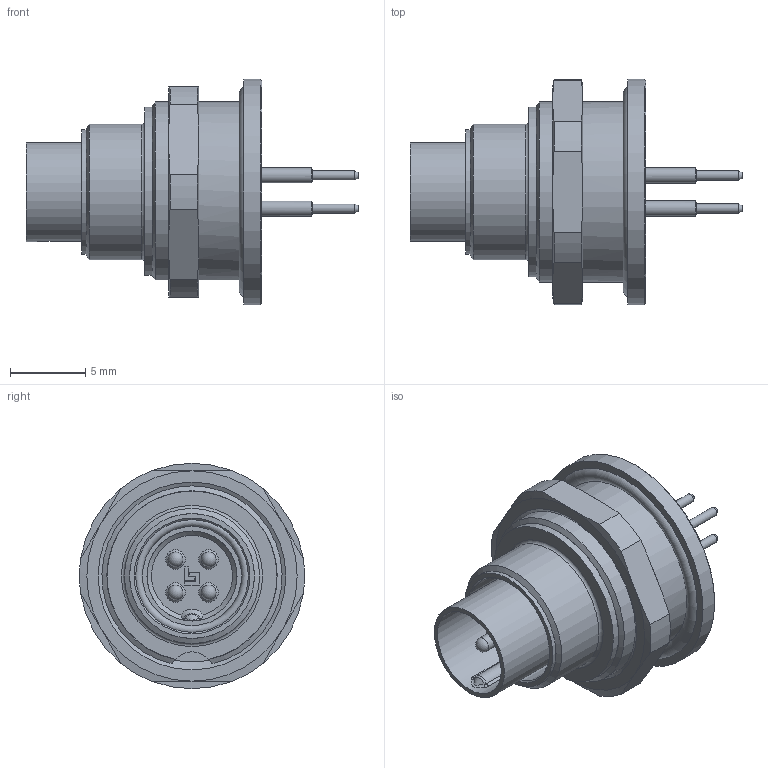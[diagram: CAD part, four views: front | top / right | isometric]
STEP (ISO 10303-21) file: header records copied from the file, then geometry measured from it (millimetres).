
FILE_DESCRIPTION(/* description */ (''),/* implementation_level */ '2;1');
FILE_NAME(/* name */ '09-0411-90-04_bg.stp',/* time_stamp */ '2010-09-03T10:52:48+02:00',/* author */ (''),/* organization */ (''),/* preprocessor_version */ 'ST-DEVELOPER v11',/* originating_system */ 'UGS - NX 5.0',/* authorisation */ '');
FILE_SCHEMA (('CONFIG_CONTROL_DESIGN'));
Length unit declared in the file: millimetre
Products named in the file (1): kbor99295say
Bounding box: 22.1 x 15 x 15 mm (x, y, z)
Volume: 1007.2 mm3; surface area: 1622.9 mm2
Topology: 1 solids, 1 shells, 141 faces, 334 edges, 208 vertices
Faces by surface type: plane 46, cylinder 42, cone 38, sphere 6, bspline 5, torus 4
Full cylindrical faces by diameter (mm): 0.6 x4, 1 x8, 6 x1, 6.6 x1, 7.5 x1, 8.315 x1, 9 x1, 9.65 x1, 12 x1, 15 x1
Entity records: 3971 total; most frequent: CARTESIAN_POINT 1044, DIRECTION 606, ORIENTED_EDGE 504, AXIS2_PLACEMENT_3D 263, EDGE_CURVE 252, EDGE_LOOP 211, VERTEX_POINT 181, ADVANCED_FACE 141
